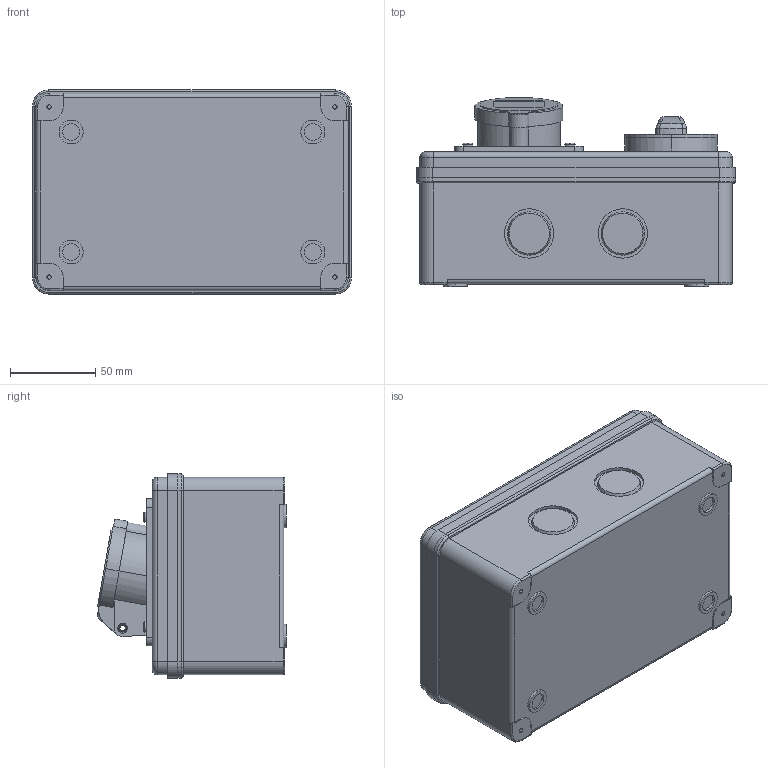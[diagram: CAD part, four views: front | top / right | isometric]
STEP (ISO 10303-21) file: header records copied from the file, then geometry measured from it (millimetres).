
FILE_DESCRIPTION (( 'STEP AP203' ), '1' );
FILE_NAME ('ps-1413-16-220.ÃÌ Ðîçåòêà ñ áëîêèðîâêîé è âûêëþ÷àòåëåì 1413 2P+PE 16A 220Â IP44 EKF.STEP', '2025-10-23T11:38:20', ( '' ), ( '' ), 'SwSTEP 2.0', 'SolidWorks 2021', '' );
FILE_SCHEMA (( 'CONFIG_CONTROL_DESIGN' ));
Length unit declared in the file: millimetre
Products named in the file (1): ps-1413-16-220.ÃÌ Ðîçåòêà ñ áëîêèðîâêîé è âûêëþ÷àòåëåì 1413 2P+PE 16A 220Â IP44 EKF
Bounding box: 187.5 x 111.06 x 120 mm (x, y, z)
Surface area: 234580.5 mm2 (no closed solid volume)
Topology: 0 solids, 16 shells, 750 faces, 1921 edges, 1247 vertices
Faces by surface type: plane 419, cylinder 283, torus 34, cone 5, bspline 5, sphere 4
Entity records: 23718 total; most frequent: CARTESIAN_POINT 5153, DIRECTION 3918, ORIENTED_EDGE 3824, EDGE_CURVE 1913, AXIS2_PLACEMENT_3D 1403, VERTEX_POINT 1243, VECTOR 1112, LINE 1112
